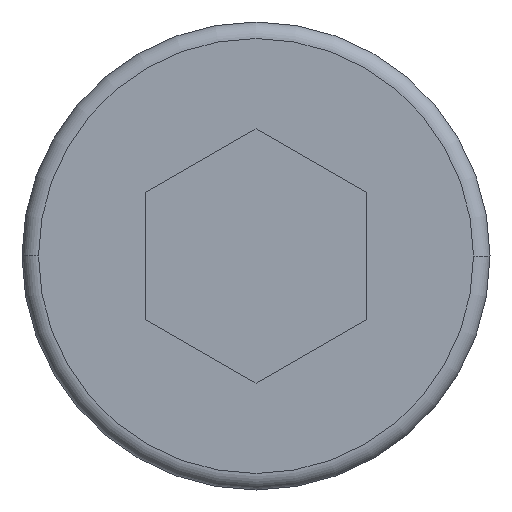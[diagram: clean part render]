
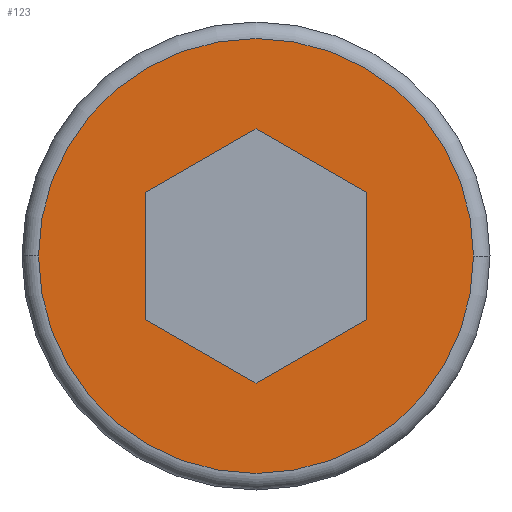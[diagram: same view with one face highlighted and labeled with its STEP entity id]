
A CAD part, left-side view. The second image highlights one B-rep face of the part: STEP entity #123.
In plain terms, the highlighted planar face has unit normal (-1, 0, 0).
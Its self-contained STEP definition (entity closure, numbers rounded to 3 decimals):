
#9 = VECTOR ( 'NONE', #224, 1000. ) ;
#14 = LINE ( 'NONE', #204, #223 ) ;
#20 = CARTESIAN_POINT ( 'NONE',  ( 0., -2., -1.155 ) ) ;
#32 = AXIS2_PLACEMENT_3D ( 'NONE', #485, #435, #203 ) ;
#44 = EDGE_CURVE ( 'NONE', #532, #536, #433, .T. ) ;
#63 = DIRECTION ( 'NONE',  ( 0., 0.866, 0.5 ) ) ;
#77 = ORIENTED_EDGE ( 'NONE', *, *, #183, .F. ) ;
#91 = CARTESIAN_POINT ( 'NONE',  ( 0., 2., -1.155 ) ) ;
#106 = VERTEX_POINT ( 'NONE', #307 ) ;
#107 = VERTEX_POINT ( 'NONE', #261 ) ;
#109 = EDGE_CURVE ( 'NONE', #222, #583, #353, .T. ) ;
#112 = LINE ( 'NONE', #493, #151 ) ;
#113 = CIRCLE ( 'NONE', #286, 3.95 ) ;
#123 = ADVANCED_FACE ( 'NONE', ( #364, #602 ), #451, .T. ) ;
#133 = ORIENTED_EDGE ( 'NONE', *, *, #357, .F. ) ;
#151 = VECTOR ( 'NONE', #63, 1000. ) ;
#159 = LINE ( 'NONE', #20, #243 ) ;
#169 = ORIENTED_EDGE ( 'NONE', *, *, #44, .T. ) ;
#178 = DIRECTION ( 'NONE',  ( 0., -0.866, -0.5 ) ) ;
#183 = EDGE_CURVE ( 'NONE', #106, #222, #557, .T. ) ;
#196 = DIRECTION ( 'NONE',  ( 0., 0.866, -0.5 ) ) ;
#203 = DIRECTION ( 'NONE',  ( 0., -1., 0. ) ) ;
#204 = CARTESIAN_POINT ( 'NONE',  ( 0., 0., -2.309 ) ) ;
#211 = VECTOR ( 'NONE', #178, 1000. ) ;
#222 = VERTEX_POINT ( 'NONE', #91 ) ;
#223 = VECTOR ( 'NONE', #392, 1000. ) ;
#224 = DIRECTION ( 'NONE',  ( 0., 0., -1. ) ) ;
#237 = LINE ( 'NONE', #526, #541 ) ;
#242 = EDGE_CURVE ( 'NONE', #536, #532, #113, .T. ) ;
#243 = VECTOR ( 'NONE', #263, 1000. ) ;
#261 = CARTESIAN_POINT ( 'NONE',  ( 0., -2., 1.155 ) ) ;
#263 = DIRECTION ( 'NONE',  ( 0., 0., 1. ) ) ;
#270 = ORIENTED_EDGE ( 'NONE', *, *, #472, .F. ) ;
#274 = CARTESIAN_POINT ( 'NONE',  ( 0., 0., 0. ) ) ;
#283 = EDGE_CURVE ( 'NONE', #416, #106, #237, .T. ) ;
#286 = AXIS2_PLACEMENT_3D ( 'NONE', #323, #419, #473 ) ;
#301 = ORIENTED_EDGE ( 'NONE', *, *, #242, .T. ) ;
#307 = CARTESIAN_POINT ( 'NONE',  ( 0., 2., 1.155 ) ) ;
#310 = ORIENTED_EDGE ( 'NONE', *, *, #464, .F. ) ;
#312 = DIRECTION ( 'NONE',  ( 0., -1., 0. ) ) ;
#323 = CARTESIAN_POINT ( 'NONE',  ( 0., 0., 0. ) ) ;
#353 = LINE ( 'NONE', #368, #211 ) ;
#357 = EDGE_CURVE ( 'NONE', #439, #107, #159, .T. ) ;
#364 = FACE_OUTER_BOUND ( 'NONE', #539, .T. ) ;
#366 = CARTESIAN_POINT ( 'NONE',  ( 0., -3.95, 0. ) ) ;
#368 = CARTESIAN_POINT ( 'NONE',  ( 0., 2., -1.155 ) ) ;
#369 = CARTESIAN_POINT ( 'NONE',  ( 0., 0., -2.309 ) ) ;
#392 = DIRECTION ( 'NONE',  ( 0., -0.866, 0.5 ) ) ;
#393 = ORIENTED_EDGE ( 'NONE', *, *, #109, .F. ) ;
#409 = CARTESIAN_POINT ( 'NONE',  ( 0., 2., 1.155 ) ) ;
#416 = VERTEX_POINT ( 'NONE', #444 ) ;
#419 = DIRECTION ( 'NONE',  ( -1., 0., 0. ) ) ;
#433 = CIRCLE ( 'NONE', #32, 3.95 ) ;
#435 = DIRECTION ( 'NONE',  ( -1., 0., 0. ) ) ;
#439 = VERTEX_POINT ( 'NONE', #592 ) ;
#444 = CARTESIAN_POINT ( 'NONE',  ( 0., 0., 2.309 ) ) ;
#451 = PLANE ( 'NONE',  #492 ) ;
#456 = CARTESIAN_POINT ( 'NONE',  ( 0., 3.95, 0. ) ) ;
#464 = EDGE_CURVE ( 'NONE', #583, #439, #14, .T. ) ;
#472 = EDGE_CURVE ( 'NONE', #107, #416, #112, .T. ) ;
#473 = DIRECTION ( 'NONE',  ( 0., -1., 0. ) ) ;
#477 = EDGE_LOOP ( 'NONE', ( #77, #509, #270, #133, #310, #393 ) ) ;
#485 = CARTESIAN_POINT ( 'NONE',  ( 0., 0., 0. ) ) ;
#492 = AXIS2_PLACEMENT_3D ( 'NONE', #274, #544, #312 ) ;
#493 = CARTESIAN_POINT ( 'NONE',  ( 0., -2., 1.155 ) ) ;
#509 = ORIENTED_EDGE ( 'NONE', *, *, #283, .F. ) ;
#526 = CARTESIAN_POINT ( 'NONE',  ( 0., 0., 2.309 ) ) ;
#532 = VERTEX_POINT ( 'NONE', #456 ) ;
#536 = VERTEX_POINT ( 'NONE', #366 ) ;
#539 = EDGE_LOOP ( 'NONE', ( #301, #169 ) ) ;
#541 = VECTOR ( 'NONE', #196, 1000. ) ;
#544 = DIRECTION ( 'NONE',  ( -1., 0., 0. ) ) ;
#557 = LINE ( 'NONE', #409, #9 ) ;
#583 = VERTEX_POINT ( 'NONE', #369 ) ;
#592 = CARTESIAN_POINT ( 'NONE',  ( 0., -2., -1.155 ) ) ;
#602 = FACE_BOUND ( 'NONE', #477, .T. ) ;
